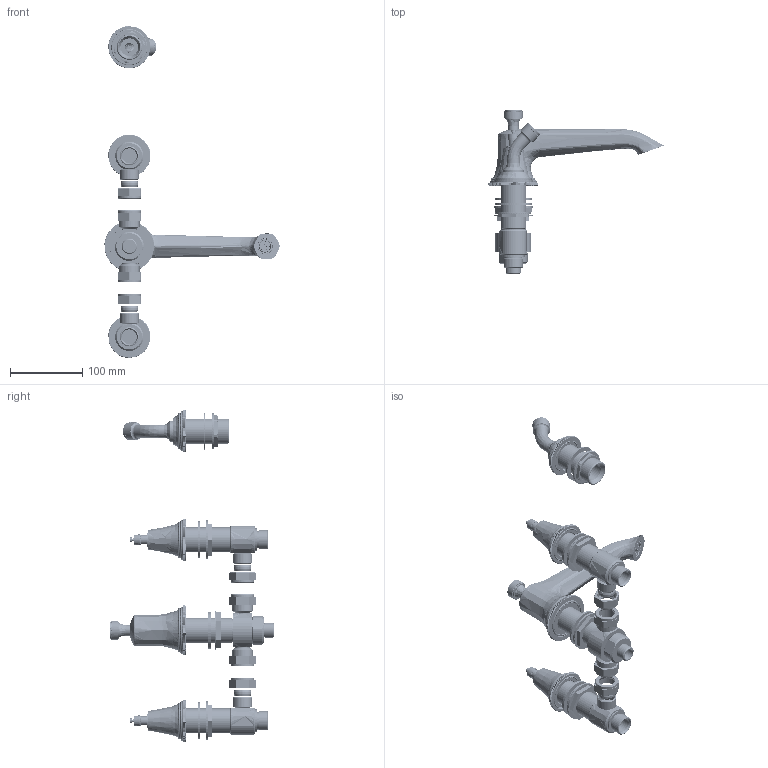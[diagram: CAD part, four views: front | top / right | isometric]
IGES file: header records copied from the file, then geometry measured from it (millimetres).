
Global section: file name: V649 BATH - 4 HOLE DECK UK; native system: Autodesk Inventor 2018; preprocessor: unknown; author: mblakey; date: 20190709.151812; units: millimetre
Bounding box: 242.12 x 225.5 x 458.49 mm (x, y, z)
Volume: 698887.3 mm3; surface area: 358791.1 mm2
Topology: 77 solids, 78 shells, 5607 faces, 13947 edges, 8768 vertices
Faces by surface type: bspline 5607
